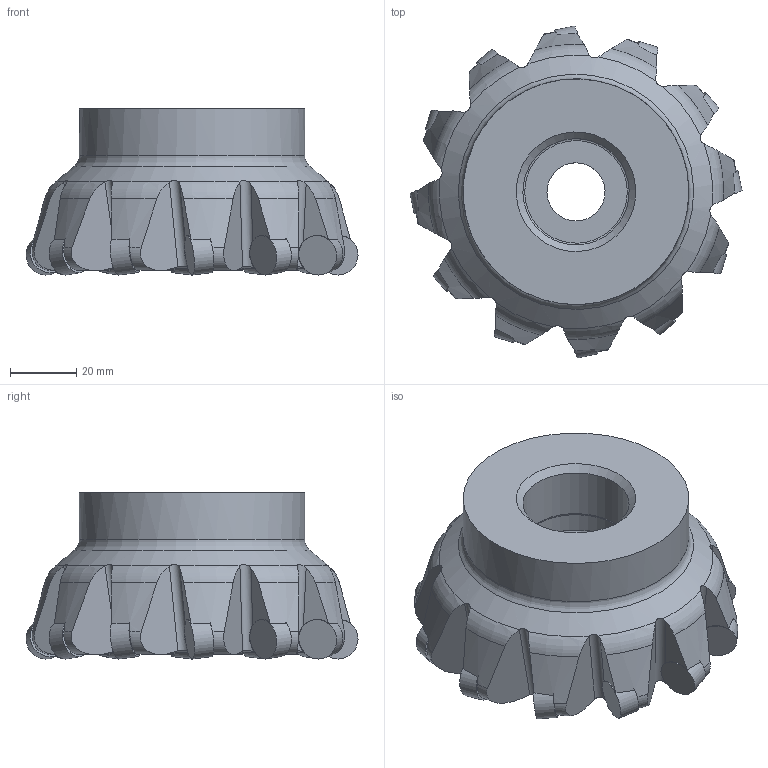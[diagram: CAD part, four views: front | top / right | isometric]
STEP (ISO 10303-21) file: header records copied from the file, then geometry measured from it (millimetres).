
FILE_DESCRIPTION(/* description */ (''),/* implementation_level */ '2;1');
FILE_NAME(/* name */ '1668532153804.stp',/* time_stamp */ '2022-11-15T22:39:31+05:00',/* author */ (''),/* organization */ ('SMS'),/* preprocessor_version */ 'ST-DEVELOPER v16.7',/* originating_system */ 'SIEMENS PLM Software NX 12.0',/* authorisation */ '');
FILE_SCHEMA (('AUTOMOTIVE_DESIGN { 1 0 10303 214 3 1 1 1 }'));
Length unit declared in the file: millimetre
Products named in the file (4): ASSEMBLY_CONSTRUCTION; 204371717mod000_00; 204378729mod000_00; 204378773mod000_00
Assembly tree (14 placements, depth 2):
  204378773mod000_00
    204378729mod000_00
    204371717mod000_00  x12
    ASSEMBLY_CONSTRUCTION
Bounding box: 99.99 x 99.99 x 50 mm (x, y, z)
Volume: 195724.1 mm3; surface area: 34281.6 mm2
Topology: 13 solids, 13 shells, 186 faces, 480 edges, 363 vertices
Faces by surface type: plane 88, cylinder 41, torus 41, cone 16
Full cylindrical faces by diameter (mm): 12 x12, 17.5 x1, 27 x1, 32.013 x1, 32.5 x1, 68 x1
Entity records: 6021 total; most frequent: CARTESIAN_POINT 2069, ORIENTED_EDGE 830, DIRECTION 686, EDGE_CURVE 415, AXIS2_PLACEMENT_3D 313, VERTEX_POINT 283, B_SPLINE_CURVE_WITH_KNOTS 228, EDGE_LOOP 172
